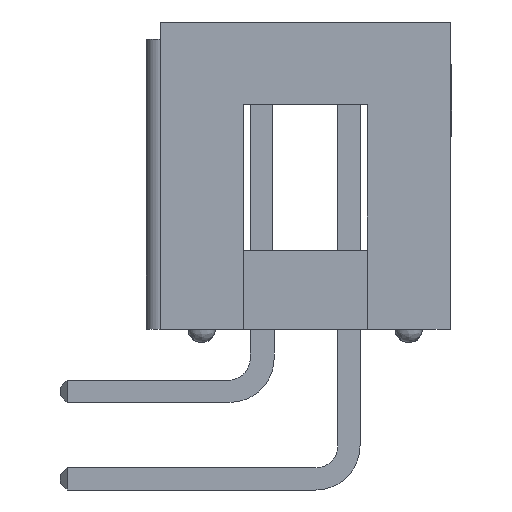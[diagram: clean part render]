
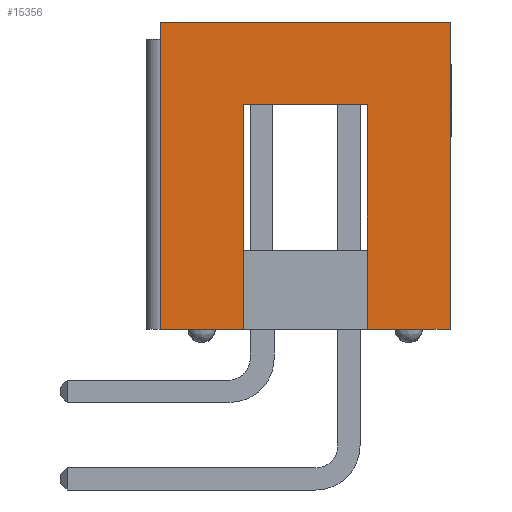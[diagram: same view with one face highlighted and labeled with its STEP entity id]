
A CAD part, left-side view. The second image highlights one B-rep face of the part: STEP entity #15356.
In plain terms, the highlighted planar face has unit normal (-1, 0, 0).
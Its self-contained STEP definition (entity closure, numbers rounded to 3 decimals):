
#127 = VECTOR ( 'NONE', #8822, 1000. ) ;
#238 = VERTEX_POINT ( 'NONE', #16526 ) ;
#434 = ORIENTED_EDGE ( 'NONE', *, *, #12162, .T. ) ;
#682 = CARTESIAN_POINT ( 'NONE',  ( -23.17, -0.53, -2.27 ) ) ;
#694 = ORIENTED_EDGE ( 'NONE', *, *, #2109, .F. ) ;
#845 = EDGE_CURVE ( 'NONE', #238, #7674, #6931, .T. ) ;
#1601 = CARTESIAN_POINT ( 'NONE',  ( -23.17, 5.47, -2.27 ) ) ;
#1876 = CARTESIAN_POINT ( 'NONE',  ( -23.17, 1.27, -2.27 ) ) ;
#2010 = ORIENTED_EDGE ( 'NONE', *, *, #845, .T. ) ;
#2109 = EDGE_CURVE ( 'NONE', #6663, #11658, #2191, .T. ) ;
#2191 = LINE ( 'NONE', #16872, #3058 ) ;
#2426 = DIRECTION ( 'NONE',  ( 0., 0., 1. ) ) ;
#2693 = EDGE_CURVE ( 'NONE', #7674, #11658, #14896, .T. ) ;
#2955 = VECTOR ( 'NONE', #8942, 1000. ) ;
#3058 = VECTOR ( 'NONE', #15743, 1000. ) ;
#3285 = DIRECTION ( 'NONE',  ( 0., 0., 1. ) ) ;
#3887 = FACE_OUTER_BOUND ( 'NONE', #14843, .T. ) ;
#4111 = VERTEX_POINT ( 'NONE', #15925 ) ;
#4342 = CARTESIAN_POINT ( 'NONE',  ( -23.17, 5.47, 6.63 ) ) ;
#4911 = VECTOR ( 'NONE', #2426, 1000. ) ;
#5181 = VERTEX_POINT ( 'NONE', #16236 ) ;
#5679 = CARTESIAN_POINT ( 'NONE',  ( -23.17, 3.07, -2.27 ) ) ;
#6061 = CARTESIAN_POINT ( 'NONE',  ( -23.17, 3.07, -2.27 ) ) ;
#6291 = DIRECTION ( 'NONE',  ( 0., -1., 0. ) ) ;
#6391 = DIRECTION ( 'NONE',  ( -1., 0., 0. ) ) ;
#6445 = CARTESIAN_POINT ( 'NONE',  ( -23.17, -2.93, -2.27 ) ) ;
#6663 = VERTEX_POINT ( 'NONE', #4342 ) ;
#6730 = CARTESIAN_POINT ( 'NONE',  ( -23.17, -2.93, -2.27 ) ) ;
#6754 = VECTOR ( 'NONE', #12386, 1000. ) ;
#6931 = LINE ( 'NONE', #1876, #127 ) ;
#6983 = VECTOR ( 'NONE', #3285, 1000. ) ;
#7127 = VERTEX_POINT ( 'NONE', #13281 ) ;
#7460 = EDGE_CURVE ( 'NONE', #5181, #238, #11916, .T. ) ;
#7477 = ORIENTED_EDGE ( 'NONE', *, *, #12266, .T. ) ;
#7545 = ORIENTED_EDGE ( 'NONE', *, *, #13406, .T. ) ;
#7674 = VERTEX_POINT ( 'NONE', #6730 ) ;
#8177 = LINE ( 'NONE', #8343, #15862 ) ;
#8343 = CARTESIAN_POINT ( 'NONE',  ( -23.17, -2.93, 4.23 ) ) ;
#8822 = DIRECTION ( 'NONE',  ( 0., -1., 0. ) ) ;
#8911 = ORIENTED_EDGE ( 'NONE', *, *, #2693, .T. ) ;
#8942 = DIRECTION ( 'NONE',  ( 0., 0., -1. ) ) ;
#9316 = VECTOR ( 'NONE', #6291, 1000. ) ;
#9938 = VERTEX_POINT ( 'NONE', #5679 ) ;
#10322 = AXIS2_PLACEMENT_3D ( 'NONE', #14556, #6391, #15922 ) ;
#10752 = PLANE ( 'NONE',  #10322 ) ;
#11131 = CARTESIAN_POINT ( 'NONE',  ( -23.17, -2.93, 6.63 ) ) ;
#11658 = VERTEX_POINT ( 'NONE', #11131 ) ;
#11916 = LINE ( 'NONE', #682, #2955 ) ;
#12162 = EDGE_CURVE ( 'NONE', #9938, #4111, #14433, .T. ) ;
#12266 = EDGE_CURVE ( 'NONE', #7127, #9938, #12741, .T. ) ;
#12386 = DIRECTION ( 'NONE',  ( 0., 0., 1. ) ) ;
#12741 = LINE ( 'NONE', #14441, #9316 ) ;
#12868 = ORIENTED_EDGE ( 'NONE', *, *, #16171, .F. ) ;
#13281 = CARTESIAN_POINT ( 'NONE',  ( -23.17, 5.47, -2.27 ) ) ;
#13406 = EDGE_CURVE ( 'NONE', #4111, #5181, #8177, .T. ) ;
#13580 = LINE ( 'NONE', #1601, #6754 ) ;
#14184 = ORIENTED_EDGE ( 'NONE', *, *, #7460, .T. ) ;
#14433 = LINE ( 'NONE', #6061, #6983 ) ;
#14441 = CARTESIAN_POINT ( 'NONE',  ( -23.17, 1.27, -2.27 ) ) ;
#14556 = CARTESIAN_POINT ( 'NONE',  ( -23.17, -2.93, -2.27 ) ) ;
#14843 = EDGE_LOOP ( 'NONE', ( #12868, #7477, #434, #7545, #14184, #2010, #8911, #694 ) ) ;
#14896 = LINE ( 'NONE', #6445, #4911 ) ;
#15225 = DIRECTION ( 'NONE',  ( 0., -1., 0. ) ) ;
#15356 = ADVANCED_FACE ( 'NONE', ( #3887 ), #10752, .T. ) ;
#15743 = DIRECTION ( 'NONE',  ( 0., -1., 0. ) ) ;
#15862 = VECTOR ( 'NONE', #15225, 1000. ) ;
#15922 = DIRECTION ( 'NONE',  ( 0., 0., 1. ) ) ;
#15925 = CARTESIAN_POINT ( 'NONE',  ( -23.17, 3.07, 4.23 ) ) ;
#16171 = EDGE_CURVE ( 'NONE', #7127, #6663, #13580, .T. ) ;
#16236 = CARTESIAN_POINT ( 'NONE',  ( -23.17, -0.53, 4.23 ) ) ;
#16526 = CARTESIAN_POINT ( 'NONE',  ( -23.17, -0.53, -2.27 ) ) ;
#16872 = CARTESIAN_POINT ( 'NONE',  ( -23.17, 1.27, 6.63 ) ) ;
